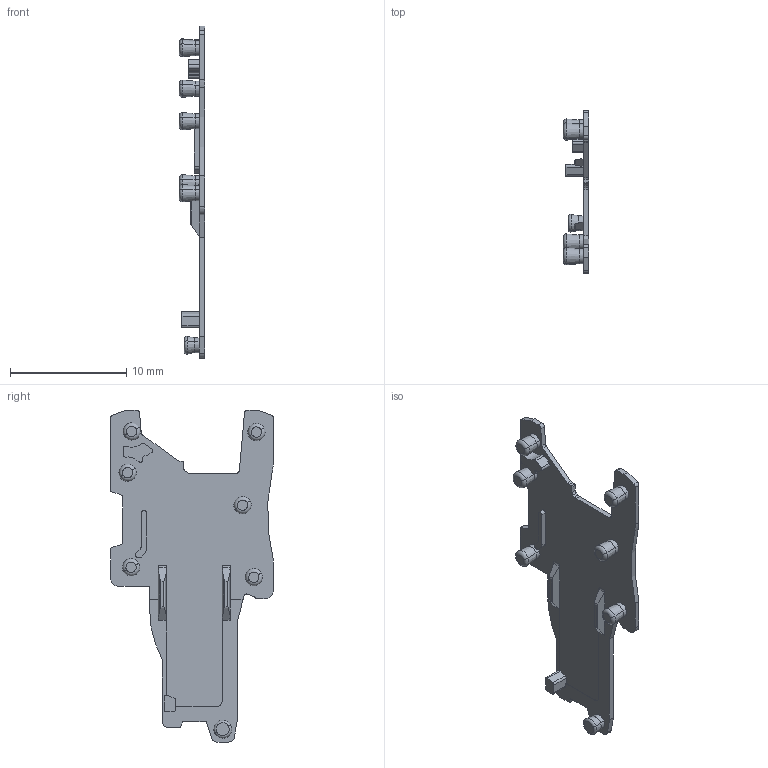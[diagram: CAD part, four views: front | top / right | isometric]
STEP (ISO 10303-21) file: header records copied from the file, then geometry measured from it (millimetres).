
FILE_DESCRIPTION(('CATIA V5R24 STEP','CAx-IF Rec.Pracs.--- Model Styling and Organization---1.2---2011-12-15'),'2;1');
FILE_NAME ('106193-1_1', '2016-11-24T12:29:29+00:00', ('Weidmueller Interface'), ('Weidmueller'), 'CATIA Version 5-6 Release 2014 SP4 HF52', 'CATIA V5 STEP AP214', 'none');
FILE_SCHEMA(('AUTOMOTIVE_DESIGN { 1 0 10303 214 1 1 1 1 }'));
Length unit declared in the file: millimetre
Products named in the file (1): v5-standard_part
Bounding box: 2.22 x 14 x 28.6 mm (x, y, z)
Volume: 139.7 mm3; surface area: 628.9 mm2
Topology: 1 solids, 1 shells, 173 faces, 456 edges, 294 vertices
Faces by surface type: plane 75, cylinder 70, torus 14, cone 14
Entity records: 5071 total; most frequent: CARTESIAN_POINT 974, ORIENTED_EDGE 912, DIRECTION 706, EDGE_CURVE 456, AXIS2_PLACEMENT_3D 297, VERTEX_POINT 294, VECTOR 273, LINE 273
